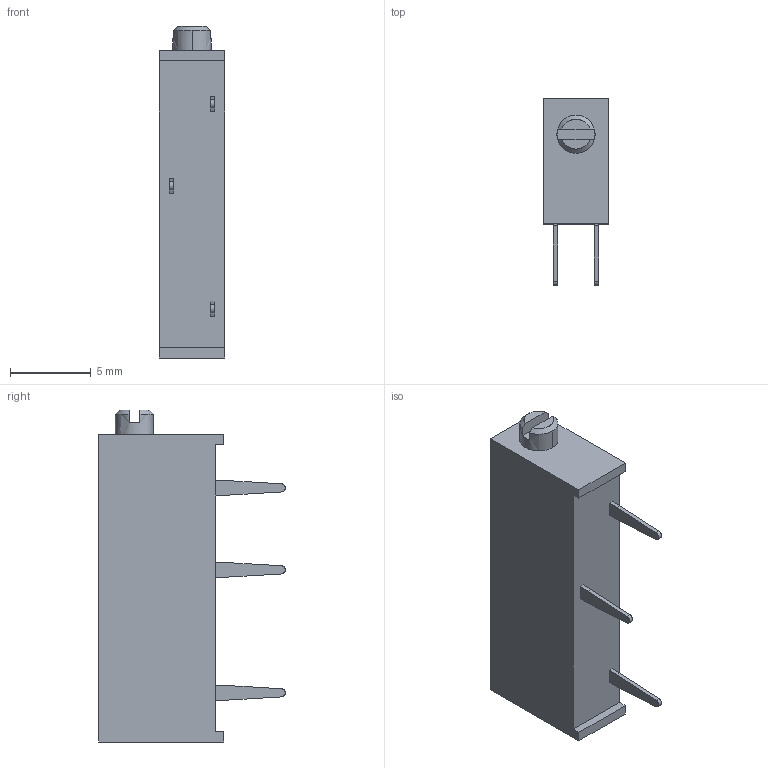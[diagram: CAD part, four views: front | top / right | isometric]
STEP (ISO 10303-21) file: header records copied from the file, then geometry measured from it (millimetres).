
FILE_DESCRIPTION(/* description */ (''),/* implementation_level */ '2;1');
FILE_NAME(/* name */ '3005P~1',/* time_stamp */ '2017-04-03T18:52:53+03:00',/* author */ (''),/* organization */ (''),/* preprocessor_version */ 'ST-DEVELOPER v15',/* originating_system */ '',/* authorisation */ '');
FILE_SCHEMA (('AUTOMOTIVE_DESIGN'));
Length unit declared in the file: inch
Products named in the file (1): Document
Bounding box: 4.06 x 11.56 x 20.57 mm (x, y, z)
Surface area: 1073.3 mm2 (no closed solid volume)
Topology: 0 solids, 80 shells, 80 faces, 408 edges, 408 vertices
Faces by surface type: plane 66, bspline 14
Entity records: 4643 total; most frequent: CARTESIAN_POINT 1744, ORIENTED_EDGE 408, EDGE_CURVE 408, VERTEX_POINT 408, B_SPLINE_CURVE_WITH_KNOTS 316, EDGE_LOOP 88, COLOUR_RGB 80, FILL_AREA_STYLE_COLOUR 80
